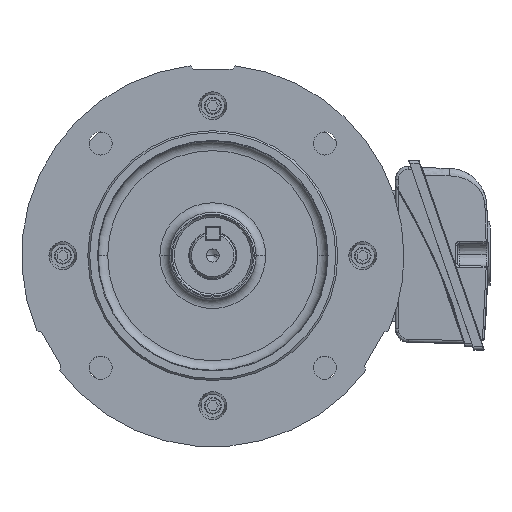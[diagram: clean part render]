
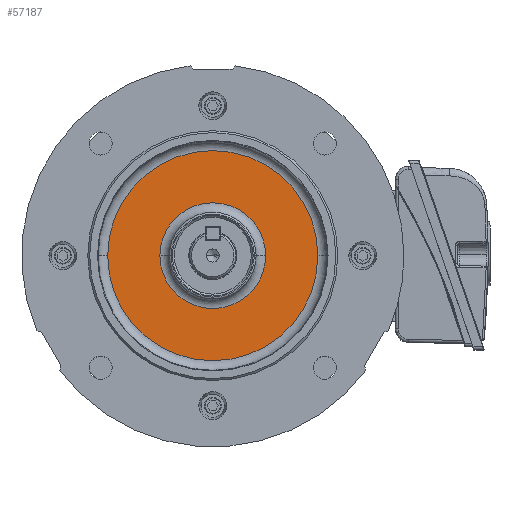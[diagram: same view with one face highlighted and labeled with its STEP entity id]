
A CAD part, top view. The second image highlights one B-rep face of the part: STEP entity #57187.
In plain terms, the highlighted planar face has unit normal (0, 0, 1).
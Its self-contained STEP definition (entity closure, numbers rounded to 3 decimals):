
#32 = ORIENTED_EDGE ( 'NONE', *, *, #2262, .T. ) ;
#140 = EDGE_LOOP ( 'NONE', ( #2936, #32 ) ) ;
#893 = CARTESIAN_POINT ( 'NONE',  ( -54.647, 0., 0. ) ) ;
#1707 = VERTEX_POINT ( 'NONE', #893 ) ;
#2262 = EDGE_CURVE ( 'NONE', #1707, #8554, #50560, .T. ) ;
#2936 = ORIENTED_EDGE ( 'NONE', *, *, #43160, .T. ) ;
#4233 = DIRECTION ( 'NONE',  ( 0., 0., 1. ) ) ;
#4272 = DIRECTION ( 'NONE',  ( 0., 0., -1. ) ) ;
#4799 = DIRECTION ( 'NONE',  ( 1., 0., 0. ) ) ;
#8321 = VERTEX_POINT ( 'NONE', #34538 ) ;
#8554 = VERTEX_POINT ( 'NONE', #53385 ) ;
#8589 = AXIS2_PLACEMENT_3D ( 'NONE', #66412, #61360, #41777 ) ;
#9199 = DIRECTION ( 'NONE',  ( 0., 0., 1. ) ) ;
#10660 = FACE_BOUND ( 'NONE', #40238, .T. ) ;
#13488 = AXIS2_PLACEMENT_3D ( 'NONE', #45249, #9199, #4799 ) ;
#14390 = DIRECTION ( 'NONE',  ( -1., 0., 0. ) ) ;
#19505 = DIRECTION ( 'NONE',  ( 0., 0., 1. ) ) ;
#30648 = EDGE_CURVE ( 'NONE', #51235, #8321, #37187, .T. ) ;
#31223 = CARTESIAN_POINT ( 'NONE',  ( 0., 27.507, 0. ) ) ;
#32423 = EDGE_CURVE ( 'NONE', #8321, #51235, #51139, .T. ) ;
#34538 = CARTESIAN_POINT ( 'NONE',  ( -27.507, 0., 0. ) ) ;
#34894 = ORIENTED_EDGE ( 'NONE', *, *, #30648, .F. ) ;
#36842 = CIRCLE ( 'NONE', #56198, 54.647 ) ;
#37187 = CIRCLE ( 'NONE', #13488, 27.507 ) ;
#40068 = DIRECTION ( 'NONE',  ( 1., 0., 0. ) ) ;
#40238 = EDGE_LOOP ( 'NONE', ( #34894, #52973 ) ) ;
#41671 = FACE_OUTER_BOUND ( 'NONE', #140, .T. ) ;
#41777 = DIRECTION ( 'NONE',  ( 1., 0., 0. ) ) ;
#43160 = EDGE_CURVE ( 'NONE', #8554, #1707, #36842, .T. ) ;
#45249 = CARTESIAN_POINT ( 'NONE',  ( 0., 0., 0. ) ) ;
#45703 = CARTESIAN_POINT ( 'NONE',  ( 0., 0., 0. ) ) ;
#47828 = AXIS2_PLACEMENT_3D ( 'NONE', #31223, #4272, #14390 ) ;
#50071 = AXIS2_PLACEMENT_3D ( 'NONE', #54592, #19505, #40068 ) ;
#50560 = CIRCLE ( 'NONE', #8589, 54.647 ) ;
#51139 = CIRCLE ( 'NONE', #50071, 27.507 ) ;
#51235 = VERTEX_POINT ( 'NONE', #61119 ) ;
#52973 = ORIENTED_EDGE ( 'NONE', *, *, #32423, .F. ) ;
#53385 = CARTESIAN_POINT ( 'NONE',  ( 54.647, 0., 0. ) ) ;
#54592 = CARTESIAN_POINT ( 'NONE',  ( 0., 0., 0. ) ) ;
#55824 = DIRECTION ( 'NONE',  ( 1., 0., 0. ) ) ;
#56198 = AXIS2_PLACEMENT_3D ( 'NONE', #45703, #4233, #55824 ) ;
#57187 = ADVANCED_FACE ( 'NONE', ( #10660, #41671 ), #66309, .F. ) ;
#61119 = CARTESIAN_POINT ( 'NONE',  ( 27.507, 0., 0. ) ) ;
#61360 = DIRECTION ( 'NONE',  ( 0., 0., 1. ) ) ;
#66309 = PLANE ( 'NONE',  #47828 ) ;
#66412 = CARTESIAN_POINT ( 'NONE',  ( 0., 0., 0. ) ) ;
